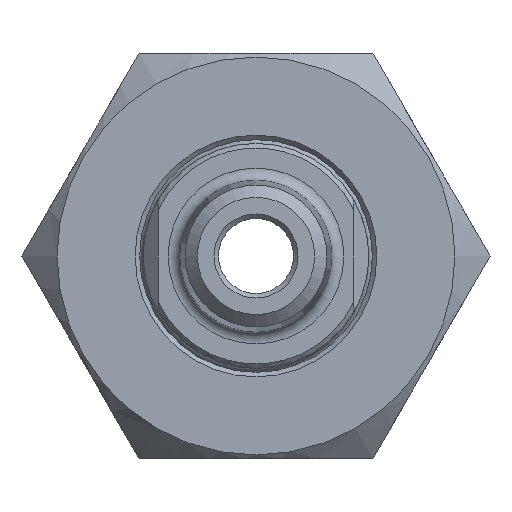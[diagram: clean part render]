
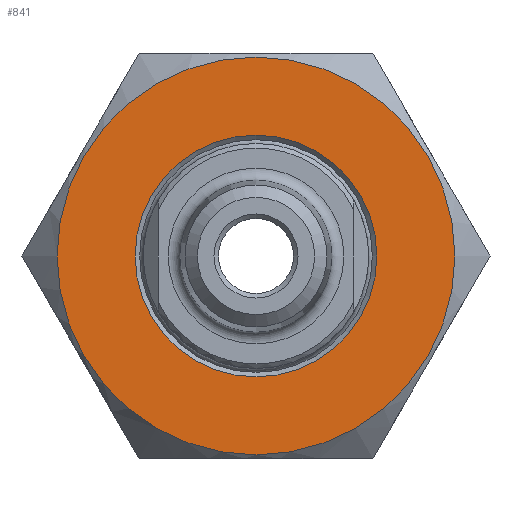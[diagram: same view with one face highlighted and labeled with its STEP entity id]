
A CAD part, left-side view. The second image highlights one B-rep face of the part: STEP entity #841.
In plain terms, the highlighted planar face has unit normal (-1, 0, 0).
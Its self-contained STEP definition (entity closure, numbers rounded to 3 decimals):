
#47=FACE_BOUND('',#146,.T.);
#65=PLANE('',#978);
#91=FACE_OUTER_BOUND('',#145,.T.);
#145=EDGE_LOOP('',(#615));
#146=EDGE_LOOP('',(#616));
#294=CIRCLE('',#959,13.25);
#301=CIRCLE('',#973,8.05);
#372=VERTEX_POINT('',#1433);
#378=VERTEX_POINT('',#1459);
#455=EDGE_CURVE('',#372,#372,#294,.T.);
#467=EDGE_CURVE('',#378,#378,#301,.T.);
#615=ORIENTED_EDGE('',*,*,#455,.T.);
#616=ORIENTED_EDGE('',*,*,#467,.F.);
#841=ADVANCED_FACE('',(#91,#47),#65,.T.);
#959=AXIS2_PLACEMENT_3D('',#1435,#1094,#1095);
#973=AXIS2_PLACEMENT_3D('',#1460,#1127,#1128);
#978=AXIS2_PLACEMENT_3D('',#1470,#1139,#1140);
#1094=DIRECTION('center_axis',(-1.,0.,0.));
#1095=DIRECTION('ref_axis',(0.,1.,0.));
#1127=DIRECTION('center_axis',(-1.,0.,0.));
#1128=DIRECTION('ref_axis',(0.,0.,-1.));
#1139=DIRECTION('center_axis',(-1.,0.,0.));
#1140=DIRECTION('ref_axis',(0.,0.,1.));
#1433=CARTESIAN_POINT('',(-13.5,-13.25,0.));
#1435=CARTESIAN_POINT('Origin',(-13.5,0.,0.));
#1459=CARTESIAN_POINT('',(-13.5,0.,8.05));
#1460=CARTESIAN_POINT('Origin',(-13.5,0.,0.));
#1470=CARTESIAN_POINT('Origin',(-13.5,0.,0.));
